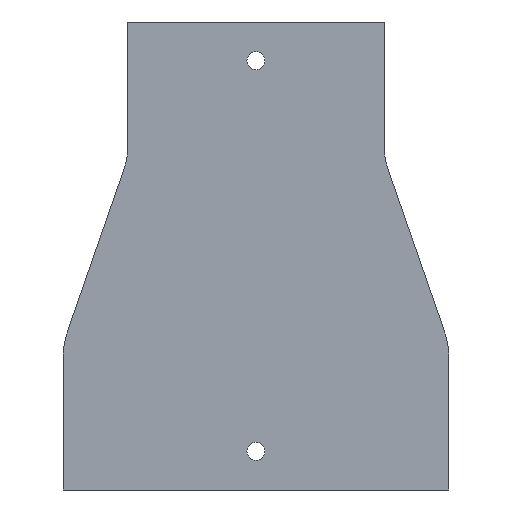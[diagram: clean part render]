
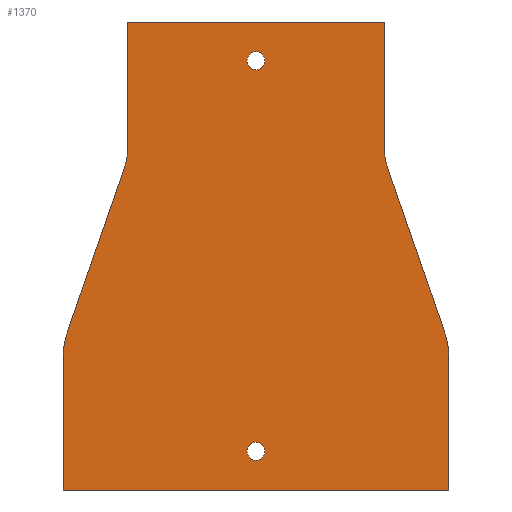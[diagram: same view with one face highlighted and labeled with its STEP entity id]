
A CAD part, front view. The second image highlights one B-rep face of the part: STEP entity #1370.
In plain terms, the highlighted planar face has unit normal (0, -1, 0).
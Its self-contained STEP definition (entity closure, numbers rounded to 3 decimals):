
#21 = AXIS2_PLACEMENT_3D ( 'NONE', #230, #237, #249 ) ;
#22 = AXIS2_PLACEMENT_3D ( 'NONE', #226, #134, #151 ) ;
#37 = AXIS2_PLACEMENT_3D ( 'NONE', #150, #148, #147 ) ;
#41 = AXIS2_PLACEMENT_3D ( 'NONE', #100, #238, #234 ) ;
#42 = AXIS2_PLACEMENT_3D ( 'NONE', #218, #250, #459 ) ;
#46 = AXIS2_PLACEMENT_3D ( 'NONE', #439, #444, #443 ) ;
#71 = AXIS2_PLACEMENT_3D ( 'NONE', #1489, #1492, #1483 ) ;
#100 = CARTESIAN_POINT ( 'NONE',  ( 0., 0., -15. ) ) ;
#105 = CARTESIAN_POINT ( 'NONE',  ( -50., 0., -49.94 ) ) ;
#107 = CARTESIAN_POINT ( 'NONE',  ( -50., 0., 0. ) ) ;
#113 = CARTESIAN_POINT ( 'NONE',  ( 75., 0., -130.373 ) ) ;
#129 = CARTESIAN_POINT ( 'NONE',  ( 51.107, 0., -56.5 ) ) ;
#130 = CARTESIAN_POINT ( 'NONE',  ( -51.107, 0., -56.5 ) ) ;
#134 = DIRECTION ( 'NONE',  ( 0., -1., 0. ) ) ;
#146 = DIRECTION ( 'NONE',  ( 0.328, 0., 0.945 ) ) ;
#147 = DIRECTION ( 'NONE',  ( 0., 0., 1. ) ) ;
#148 = DIRECTION ( 'NONE',  ( 0., 1., 0. ) ) ;
#150 = CARTESIAN_POINT ( 'NONE',  ( -45., 0., -130.373 ) ) ;
#151 = DIRECTION ( 'NONE',  ( 0., 0., -1. ) ) ;
#165 = DIRECTION ( 'NONE',  ( 1., 0., 0. ) ) ;
#166 = DIRECTION ( 'NONE',  ( 0.328, 0., -0.945 ) ) ;
#168 = CARTESIAN_POINT ( 'NONE',  ( 51.107, 0., -56.5 ) ) ;
#179 = CARTESIAN_POINT ( 'NONE',  ( 50., 0., 0. ) ) ;
#188 = CARTESIAN_POINT ( 'NONE',  ( -51.107, 0., -56.5 ) ) ;
#211 = DIRECTION ( 'NONE',  ( 0., 0., -1. ) ) ;
#218 = CARTESIAN_POINT ( 'NONE',  ( -70., 0., -49.94 ) ) ;
#222 = CARTESIAN_POINT ( 'NONE',  ( -50., 0., 0. ) ) ;
#226 = CARTESIAN_POINT ( 'NONE',  ( 70., 0., -49.94 ) ) ;
#230 = CARTESIAN_POINT ( 'NONE',  ( 45., 0., -130.373 ) ) ;
#234 = DIRECTION ( 'NONE',  ( 0., 0., -1. ) ) ;
#237 = DIRECTION ( 'NONE',  ( 0., 1., 0. ) ) ;
#238 = DIRECTION ( 'NONE',  ( 0., -1., 0. ) ) ;
#240 = DIRECTION ( 'NONE',  ( 0., 0., 1. ) ) ;
#249 = DIRECTION ( 'NONE',  ( 0., 0., -1. ) ) ;
#250 = DIRECTION ( 'NONE',  ( 0., -1., 0. ) ) ;
#302 = CARTESIAN_POINT ( 'NONE',  ( 75., 0., -182. ) ) ;
#304 = CARTESIAN_POINT ( 'NONE',  ( -75., 0., -130.373 ) ) ;
#342 = CARTESIAN_POINT ( 'NONE',  ( 73.34, 0., -120.533 ) ) ;
#354 = CARTESIAN_POINT ( 'NONE',  ( -75., 0., -182. ) ) ;
#383 = DIRECTION ( 'NONE',  ( 0., 0., 1. ) ) ;
#384 = CARTESIAN_POINT ( 'NONE',  ( -75., 0., -130.373 ) ) ;
#434 = CARTESIAN_POINT ( 'NONE',  ( 50., 0., 0. ) ) ;
#439 = CARTESIAN_POINT ( 'NONE',  ( 0., 0., -167. ) ) ;
#443 = DIRECTION ( 'NONE',  ( 0., 0., -1. ) ) ;
#444 = DIRECTION ( 'NONE',  ( 0., -1., 0. ) ) ;
#459 = DIRECTION ( 'NONE',  ( 0., 0., 1. ) ) ;
#461 = CARTESIAN_POINT ( 'NONE',  ( -50., 0., 0. ) ) ;
#465 = CARTESIAN_POINT ( 'NONE',  ( 50., 0., -49.94 ) ) ;
#466 = CARTESIAN_POINT ( 'NONE',  ( -73.34, 0., -120.533 ) ) ;
#483 = VERTEX_POINT ( 'NONE', #304 ) ;
#500 = VERTEX_POINT ( 'NONE', #461 ) ;
#525 = EDGE_LOOP ( 'NONE', ( #893 ) ) ;
#530 = EDGE_LOOP ( 'NONE', ( #894 ) ) ;
#537 = VERTEX_POINT ( 'NONE', #465 ) ;
#539 = VERTEX_POINT ( 'NONE', #354 ) ;
#544 = VERTEX_POINT ( 'NONE', #302 ) ;
#550 = VERTEX_POINT ( 'NONE', #342 ) ;
#552 = VERTEX_POINT ( 'NONE', #434 ) ;
#564 = VERTEX_POINT ( 'NONE', #113 ) ;
#571 = VERTEX_POINT ( 'NONE', #129 ) ;
#602 = EDGE_LOOP ( 'NONE', ( #892, #891, #890, #889, #888, #887, #886, #885, #884, #883, #882, #881 ) ) ;
#608 = VERTEX_POINT ( 'NONE', #466 ) ;
#634 = VERTEX_POINT ( 'NONE', #105 ) ;
#643 = VERTEX_POINT ( 'NONE', #188 ) ;
#678 = CIRCLE ( 'NONE', #42, 20. ) ;
#679 = CIRCLE ( 'NONE', #41, 3.5 ) ;
#695 = CIRCLE ( 'NONE', #46, 3.5 ) ;
#881 = ORIENTED_EDGE ( 'NONE', *, *, #1257, .F. ) ;
#882 = ORIENTED_EDGE ( 'NONE', *, *, #1258, .F. ) ;
#883 = ORIENTED_EDGE ( 'NONE', *, *, #1246, .F. ) ;
#884 = ORIENTED_EDGE ( 'NONE', *, *, #1320, .F. ) ;
#885 = ORIENTED_EDGE ( 'NONE', *, *, #1328, .F. ) ;
#886 = ORIENTED_EDGE ( 'NONE', *, *, #1329, .F. ) ;
#887 = ORIENTED_EDGE ( 'NONE', *, *, #1314, .F. ) ;
#888 = ORIENTED_EDGE ( 'NONE', *, *, #1313, .F. ) ;
#889 = ORIENTED_EDGE ( 'NONE', *, *, #1317, .F. ) ;
#890 = ORIENTED_EDGE ( 'NONE', *, *, #1354, .F. ) ;
#891 = ORIENTED_EDGE ( 'NONE', *, *, #1357, .F. ) ;
#892 = ORIENTED_EDGE ( 'NONE', *, *, #1264, .F. ) ;
#893 = ORIENTED_EDGE ( 'NONE', *, *, #1248, .F. ) ;
#894 = ORIENTED_EDGE ( 'NONE', *, *, #1245, .F. ) ;
#1014 = VERTEX_POINT ( 'NONE', #1420 ) ;
#1017 = VERTEX_POINT ( 'NONE', #1419 ) ;
#1035 = FACE_BOUND ( 'NONE', #525, .T. ) ;
#1039 = FACE_BOUND ( 'NONE', #530, .T. ) ;
#1042 = FACE_OUTER_BOUND ( 'NONE', #602, .T. ) ;
#1060 = VECTOR ( 'NONE', #1541, 1000. ) ;
#1063 = LINE ( 'NONE', #1383, #1060 ) ;
#1066 = VECTOR ( 'NONE', #1433, 1000. ) ;
#1068 = LINE ( 'NONE', #1435, #1066 ) ;
#1106 = VECTOR ( 'NONE', #211, 1000. ) ;
#1108 = VECTOR ( 'NONE', #165, 1000. ) ;
#1109 = LINE ( 'NONE', #179, #1106 ) ;
#1111 = LINE ( 'NONE', #107, #1108 ) ;
#1123 = VECTOR ( 'NONE', #240, 1000. ) ;
#1128 = LINE ( 'NONE', #222, #1123 ) ;
#1131 = CIRCLE ( 'NONE', #21, 30. ) ;
#1135 = VECTOR ( 'NONE', #166, 1000. ) ;
#1137 = LINE ( 'NONE', #168, #1135 ) ;
#1141 = CIRCLE ( 'NONE', #22, 20. ) ;
#1220 = VECTOR ( 'NONE', #383, 1000. ) ;
#1223 = LINE ( 'NONE', #384, #1220 ) ;
#1231 = VECTOR ( 'NONE', #146, 1000. ) ;
#1233 = LINE ( 'NONE', #130, #1231 ) ;
#1235 = CIRCLE ( 'NONE', #37, 30. ) ;
#1245 = EDGE_CURVE ( 'NONE', #1017, #1017, #695, .T. ) ;
#1246 = EDGE_CURVE ( 'NONE', #643, #634, #678, .T. ) ;
#1248 = EDGE_CURVE ( 'NONE', #1014, #1014, #679, .T. ) ;
#1257 = EDGE_CURVE ( 'NONE', #483, #608, #1235, .T. ) ;
#1258 = EDGE_CURVE ( 'NONE', #608, #643, #1233, .T. ) ;
#1264 = EDGE_CURVE ( 'NONE', #539, #483, #1223, .T. ) ;
#1313 = EDGE_CURVE ( 'NONE', #571, #550, #1137, .T. ) ;
#1314 = EDGE_CURVE ( 'NONE', #537, #571, #1141, .T. ) ;
#1317 = EDGE_CURVE ( 'NONE', #550, #564, #1131, .T. ) ;
#1320 = EDGE_CURVE ( 'NONE', #634, #500, #1128, .T. ) ;
#1328 = EDGE_CURVE ( 'NONE', #500, #552, #1111, .T. ) ;
#1329 = EDGE_CURVE ( 'NONE', #552, #537, #1109, .T. ) ;
#1354 = EDGE_CURVE ( 'NONE', #564, #544, #1068, .T. ) ;
#1357 = EDGE_CURVE ( 'NONE', #544, #539, #1063, .T. ) ;
#1370 = ADVANCED_FACE ( 'NONE', ( #1039, #1035, #1042 ), #1487, .F. ) ;
#1383 = CARTESIAN_POINT ( 'NONE',  ( -75., 0., -182. ) ) ;
#1419 = CARTESIAN_POINT ( 'NONE',  ( 0., 0., -170.5 ) ) ;
#1420 = CARTESIAN_POINT ( 'NONE',  ( 0., 0., -18.5 ) ) ;
#1433 = DIRECTION ( 'NONE',  ( 0., 0., -1. ) ) ;
#1435 = CARTESIAN_POINT ( 'NONE',  ( 75., 0., -130.373 ) ) ;
#1483 = DIRECTION ( 'NONE',  ( 0., 0., 1. ) ) ;
#1487 = PLANE ( 'NONE',  #71 ) ;
#1489 = CARTESIAN_POINT ( 'NONE',  ( -70., 0., -49.94 ) ) ;
#1492 = DIRECTION ( 'NONE',  ( 0., 1., 0. ) ) ;
#1541 = DIRECTION ( 'NONE',  ( -1., 0., 0. ) ) ;
